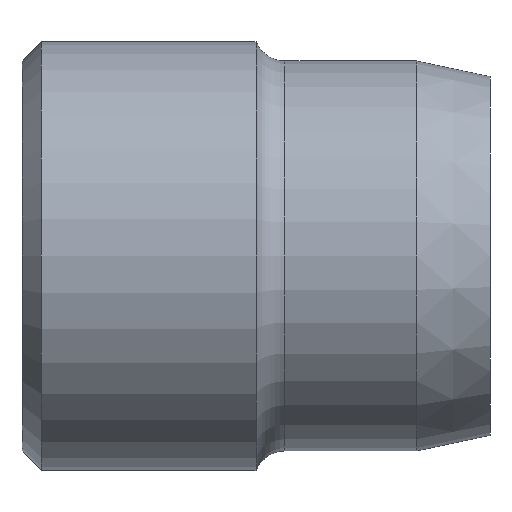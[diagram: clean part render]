
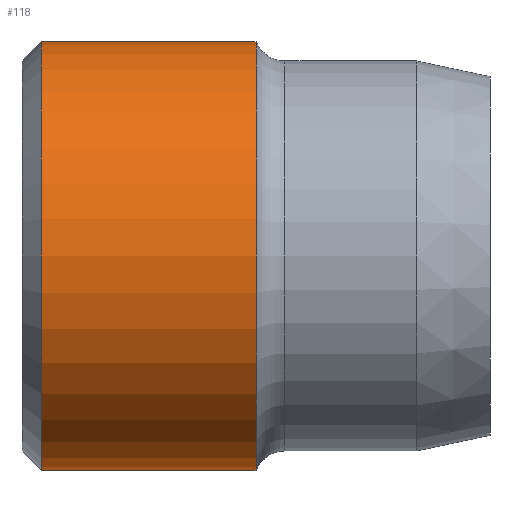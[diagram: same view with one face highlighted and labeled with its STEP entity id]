
A CAD part, left-side view. The second image highlights one B-rep face of the part: STEP entity #118.
In plain terms, the highlighted cylindrical face has radius 2.75 mm (diameter 5.5 mm), a partial arc.
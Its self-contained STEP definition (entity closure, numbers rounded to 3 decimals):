
#3 = AXIS2_PLACEMENT_3D ( 'NONE', #325, #324, #323 ) ;
#31 = AXIS2_PLACEMENT_3D ( 'NONE', #357, #356, #355 ) ;
#32 = CIRCLE ( 'NONE', #31, 2.75 ) ;
#41 = AXIS2_PLACEMENT_3D ( 'NONE', #373, #372, #371 ) ;
#42 = CIRCLE ( 'NONE', #41, 2.75 ) ;
#104 = EDGE_CURVE ( 'NONE', #628, #627, #42, .T. ) ;
#108 = EDGE_CURVE ( 'NONE', #626, #625, #32, .T. ) ;
#118 = ADVANCED_FACE ( 'NONE', ( #498 ), #499, .T. ) ;
#136 = EDGE_CURVE ( 'NONE', #627, #625, #516, .T. ) ;
#138 = EDGE_CURVE ( 'NONE', #628, #626, #518, .T. ) ;
#203 = CARTESIAN_POINT ( 'NONE',  ( 0., 3., -2.75 ) ) ;
#204 = CARTESIAN_POINT ( 'NONE',  ( 0., 3., 2.75 ) ) ;
#205 = CARTESIAN_POINT ( 'NONE',  ( 0., 5.75, -2.75 ) ) ;
#207 = CARTESIAN_POINT ( 'NONE',  ( 0., 5.75, 2.75 ) ) ;
#259 = DIRECTION ( 'NONE',  ( 0., 1., 0. ) ) ;
#261 = CARTESIAN_POINT ( 'NONE',  ( 0., 0., -2.75 ) ) ;
#267 = DIRECTION ( 'NONE',  ( 0., 1., 0. ) ) ;
#268 = CARTESIAN_POINT ( 'NONE',  ( 0., 0., 2.75 ) ) ;
#323 = DIRECTION ( 'NONE',  ( 0., 0., 1. ) ) ;
#324 = DIRECTION ( 'NONE',  ( 0., 1., 0. ) ) ;
#325 = CARTESIAN_POINT ( 'NONE',  ( 0., 0., 0. ) ) ;
#355 = DIRECTION ( 'NONE',  ( 0., 0., 1. ) ) ;
#356 = DIRECTION ( 'NONE',  ( 0., 1., 0. ) ) ;
#357 = CARTESIAN_POINT ( 'NONE',  ( 0., 5.75, 0. ) ) ;
#371 = DIRECTION ( 'NONE',  ( 0., 0., 1. ) ) ;
#372 = DIRECTION ( 'NONE',  ( 0., 1., 0. ) ) ;
#373 = CARTESIAN_POINT ( 'NONE',  ( 0., 3., 0. ) ) ;
#406 = VECTOR ( 'NONE', #267, 1000. ) ;
#409 = VECTOR ( 'NONE', #259, 1000. ) ;
#465 = EDGE_LOOP ( 'NONE', ( #576, #575, #574, #577 ) ) ;
#498 = FACE_OUTER_BOUND ( 'NONE', #465, .T. ) ;
#499 = CYLINDRICAL_SURFACE ( 'NONE', #3, 2.75 ) ;
#516 = LINE ( 'NONE', #268, #406 ) ;
#518 = LINE ( 'NONE', #261, #409 ) ;
#574 = ORIENTED_EDGE ( 'NONE', *, *, #136, .T. ) ;
#575 = ORIENTED_EDGE ( 'NONE', *, *, #104, .T. ) ;
#576 = ORIENTED_EDGE ( 'NONE', *, *, #138, .F. ) ;
#577 = ORIENTED_EDGE ( 'NONE', *, *, #108, .F. ) ;
#625 = VERTEX_POINT ( 'NONE', #207 ) ;
#626 = VERTEX_POINT ( 'NONE', #205 ) ;
#627 = VERTEX_POINT ( 'NONE', #204 ) ;
#628 = VERTEX_POINT ( 'NONE', #203 ) ;
